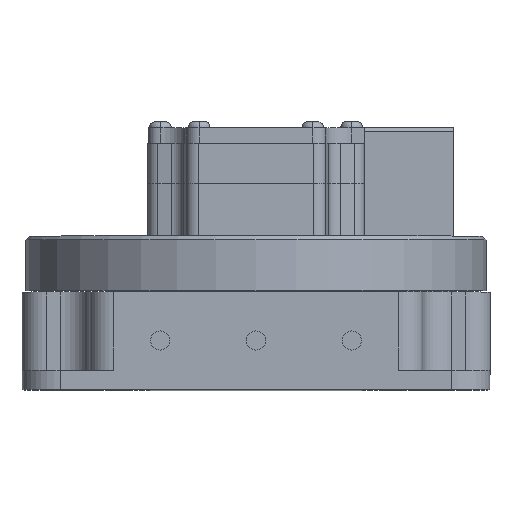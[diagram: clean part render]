
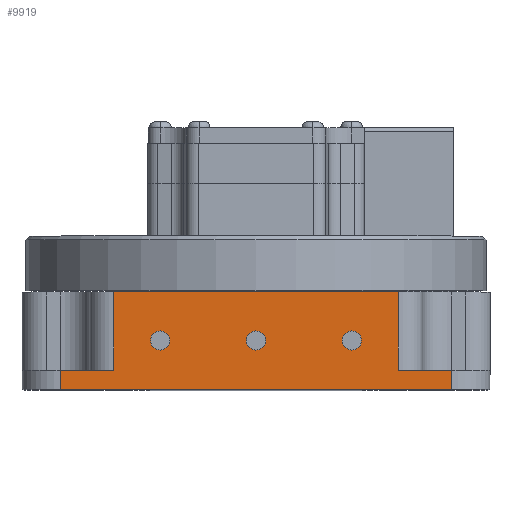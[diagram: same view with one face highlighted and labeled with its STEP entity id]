
A CAD part, top view. The second image highlights one B-rep face of the part: STEP entity #9919.
In plain terms, the highlighted planar face has unit normal (0, 0, 1).
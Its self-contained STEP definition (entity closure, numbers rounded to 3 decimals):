
#235 = CIRCLE ( 'NONE', #16757, 2.5 ) ;
#260 = CARTESIAN_POINT ( 'NONE',  ( 37.1, 36.8, 61. ) ) ;
#465 = AXIS2_PLACEMENT_3D ( 'NONE', #14361, #12842, #8089 ) ;
#539 = VECTOR ( 'NONE', #11463, 1000. ) ;
#561 = ORIENTED_EDGE ( 'NONE', *, *, #1052, .F. ) ;
#574 = AXIS2_PLACEMENT_3D ( 'NONE', #13058, #2899, #19268 ) ;
#623 = VECTOR ( 'NONE', #6132, 1000. ) ;
#653 = EDGE_LOOP ( 'NONE', ( #19159, #18701 ) ) ;
#696 = LINE ( 'NONE', #7071, #6970 ) ;
#708 = DIRECTION ( 'NONE',  ( 1., 0., 0. ) ) ;
#906 = LINE ( 'NONE', #16724, #16487 ) ;
#936 = VERTEX_POINT ( 'NONE', #1941 ) ;
#1052 = EDGE_CURVE ( 'NONE', #936, #10428, #8407, .T. ) ;
#1492 = LINE ( 'NONE', #3000, #5033 ) ;
#1540 = VERTEX_POINT ( 'NONE', #11911 ) ;
#1690 = CARTESIAN_POINT ( 'NONE',  ( -27.5, 12.7, 61. ) ) ;
#1941 = CARTESIAN_POINT ( 'NONE',  ( -37.1, 25.38, 61. ) ) ;
#2247 = VECTOR ( 'NONE', #3379, 1000. ) ;
#2336 = VERTEX_POINT ( 'NONE', #14565 ) ;
#2367 = ORIENTED_EDGE ( 'NONE', *, *, #6317, .T. ) ;
#2629 = DIRECTION ( 'NONE',  ( 1., 0., 0. ) ) ;
#2727 = CARTESIAN_POINT ( 'NONE',  ( -2.5, 12.7, 61. ) ) ;
#2766 = AXIS2_PLACEMENT_3D ( 'NONE', #8346, #3661, #8434 ) ;
#2899 = DIRECTION ( 'NONE',  ( 0., 0., 1. ) ) ;
#3000 = CARTESIAN_POINT ( 'NONE',  ( 37.1, 5., 61. ) ) ;
#3035 = EDGE_CURVE ( 'NONE', #13068, #6666, #19195, .T. ) ;
#3093 = LINE ( 'NONE', #260, #623 ) ;
#3379 = DIRECTION ( 'NONE',  ( 1., 0., 0. ) ) ;
#3528 = EDGE_CURVE ( 'NONE', #13000, #2336, #9317, .T. ) ;
#3552 = CARTESIAN_POINT ( 'NONE',  ( 51., 25.38, 61. ) ) ;
#3661 = DIRECTION ( 'NONE',  ( 0., 0., -1. ) ) ;
#3768 = FACE_BOUND ( 'NONE', #11580, .T. ) ;
#3863 = CARTESIAN_POINT ( 'NONE',  ( -51., 25.38, 61. ) ) ;
#3988 = EDGE_LOOP ( 'NONE', ( #8682, #9305 ) ) ;
#4020 = CARTESIAN_POINT ( 'NONE',  ( -22.5, 12.7, 61. ) ) ;
#4920 = CARTESIAN_POINT ( 'NONE',  ( -25., 12.7, 61. ) ) ;
#4973 = ORIENTED_EDGE ( 'NONE', *, *, #3035, .F. ) ;
#5033 = VECTOR ( 'NONE', #9486, 1000. ) ;
#5981 = DIRECTION ( 'NONE',  ( 1., 0., 0. ) ) ;
#6132 = DIRECTION ( 'NONE',  ( 0., -1., 0. ) ) ;
#6317 = EDGE_CURVE ( 'NONE', #936, #19124, #906, .T. ) ;
#6432 = CARTESIAN_POINT ( 'NONE',  ( -51., 0., 61. ) ) ;
#6653 = CARTESIAN_POINT ( 'NONE',  ( 22.5, 12.7, 61. ) ) ;
#6666 = VERTEX_POINT ( 'NONE', #14566 ) ;
#6915 = EDGE_CURVE ( 'NONE', #10428, #12091, #3093, .T. ) ;
#6961 = EDGE_CURVE ( 'NONE', #1540, #6666, #12224, .T. ) ;
#6970 = VECTOR ( 'NONE', #7273, 1000. ) ;
#7071 = CARTESIAN_POINT ( 'NONE',  ( -37.1, 5., 61. ) ) ;
#7257 = CIRCLE ( 'NONE', #465, 2.5 ) ;
#7273 = DIRECTION ( 'NONE',  ( 1., 0., 0. ) ) ;
#7516 = CARTESIAN_POINT ( 'NONE',  ( 0., 12.7, 61. ) ) ;
#7990 = CARTESIAN_POINT ( 'NONE',  ( 37.1, 25.38, 61. ) ) ;
#8036 = CIRCLE ( 'NONE', #15813, 2.5 ) ;
#8089 = DIRECTION ( 'NONE',  ( 1., 0., 0. ) ) ;
#8346 = CARTESIAN_POINT ( 'NONE',  ( -51., 25.38, 61. ) ) ;
#8407 = LINE ( 'NONE', #14597, #9815 ) ;
#8434 = DIRECTION ( 'NONE',  ( -1., 0., 0. ) ) ;
#8682 = ORIENTED_EDGE ( 'NONE', *, *, #11754, .F. ) ;
#8921 = EDGE_LOOP ( 'NONE', ( #13450, #561, #2367, #19728, #14855, #18165, #4973, #9123 ) ) ;
#9003 = EDGE_CURVE ( 'NONE', #15837, #20007, #8036, .T. ) ;
#9123 = ORIENTED_EDGE ( 'NONE', *, *, #14658, .F. ) ;
#9305 = ORIENTED_EDGE ( 'NONE', *, *, #3528, .F. ) ;
#9317 = CIRCLE ( 'NONE', #574, 2.5 ) ;
#9438 = DIRECTION ( 'NONE',  ( 0., 0., 1. ) ) ;
#9486 = DIRECTION ( 'NONE',  ( 1., 0., 0. ) ) ;
#9634 = CARTESIAN_POINT ( 'NONE',  ( 2.5, 12.7, 61. ) ) ;
#9786 = DIRECTION ( 'NONE',  ( 1., 0., 0. ) ) ;
#9815 = VECTOR ( 'NONE', #708, 1000. ) ;
#9858 = PLANE ( 'NONE',  #2766 ) ;
#9919 = ADVANCED_FACE ( 'NONE', ( #16252, #3768, #15951, #17580 ), #9858, .F. ) ;
#10210 = VERTEX_POINT ( 'NONE', #4020 ) ;
#10428 = VERTEX_POINT ( 'NONE', #7990 ) ;
#11447 = EDGE_CURVE ( 'NONE', #12834, #19124, #696, .T. ) ;
#11463 = DIRECTION ( 'NONE',  ( 0., -1., 0. ) ) ;
#11580 = EDGE_LOOP ( 'NONE', ( #19660, #13823 ) ) ;
#11754 = EDGE_CURVE ( 'NONE', #2336, #13000, #7257, .T. ) ;
#11911 = CARTESIAN_POINT ( 'NONE',  ( -51., 0., 61. ) ) ;
#12045 = CARTESIAN_POINT ( 'NONE',  ( -51., 5., 61. ) ) ;
#12091 = VERTEX_POINT ( 'NONE', #17110 ) ;
#12224 = LINE ( 'NONE', #6432, #2247 ) ;
#12834 = VERTEX_POINT ( 'NONE', #12045 ) ;
#12842 = DIRECTION ( 'NONE',  ( 0., 0., 1. ) ) ;
#13000 = VERTEX_POINT ( 'NONE', #6653 ) ;
#13058 = CARTESIAN_POINT ( 'NONE',  ( 25., 12.7, 61. ) ) ;
#13068 = VERTEX_POINT ( 'NONE', #13347 ) ;
#13107 = VECTOR ( 'NONE', #14519, 1000. ) ;
#13347 = CARTESIAN_POINT ( 'NONE',  ( 51., 5., 61. ) ) ;
#13408 = VERTEX_POINT ( 'NONE', #1690 ) ;
#13450 = ORIENTED_EDGE ( 'NONE', *, *, #6915, .F. ) ;
#13481 = DIRECTION ( 'NONE',  ( 0., 0., 1. ) ) ;
#13823 = ORIENTED_EDGE ( 'NONE', *, *, #9003, .F. ) ;
#14361 = CARTESIAN_POINT ( 'NONE',  ( 25., 12.7, 61. ) ) ;
#14375 = EDGE_CURVE ( 'NONE', #20007, #15837, #18645, .T. ) ;
#14519 = DIRECTION ( 'NONE',  ( 0., -1., 0. ) ) ;
#14565 = CARTESIAN_POINT ( 'NONE',  ( 27.5, 12.7, 61. ) ) ;
#14566 = CARTESIAN_POINT ( 'NONE',  ( 51., 0., 61. ) ) ;
#14597 = CARTESIAN_POINT ( 'NONE',  ( -51., 25.38, 61. ) ) ;
#14658 = EDGE_CURVE ( 'NONE', #12091, #13068, #1492, .T. ) ;
#14855 = ORIENTED_EDGE ( 'NONE', *, *, #15272, .T. ) ;
#15272 = EDGE_CURVE ( 'NONE', #12834, #1540, #17777, .T. ) ;
#15599 = AXIS2_PLACEMENT_3D ( 'NONE', #4920, #15793, #9786 ) ;
#15793 = DIRECTION ( 'NONE',  ( 0., 0., 1. ) ) ;
#15813 = AXIS2_PLACEMENT_3D ( 'NONE', #7516, #9438, #17070 ) ;
#15828 = EDGE_CURVE ( 'NONE', #13408, #10210, #235, .T. ) ;
#15837 = VERTEX_POINT ( 'NONE', #2727 ) ;
#15909 = CIRCLE ( 'NONE', #15599, 2.5 ) ;
#15951 = FACE_BOUND ( 'NONE', #653, .T. ) ;
#16252 = FACE_BOUND ( 'NONE', #3988, .T. ) ;
#16487 = VECTOR ( 'NONE', #16926, 1000. ) ;
#16690 = AXIS2_PLACEMENT_3D ( 'NONE', #19896, #18383, #5981 ) ;
#16724 = CARTESIAN_POINT ( 'NONE',  ( -37.1, 36.8, 61. ) ) ;
#16757 = AXIS2_PLACEMENT_3D ( 'NONE', #17846, #13481, #2629 ) ;
#16926 = DIRECTION ( 'NONE',  ( 0., -1., 0. ) ) ;
#17070 = DIRECTION ( 'NONE',  ( 1., 0., 0. ) ) ;
#17110 = CARTESIAN_POINT ( 'NONE',  ( 37.1, 5., 61. ) ) ;
#17580 = FACE_OUTER_BOUND ( 'NONE', #8921, .T. ) ;
#17655 = EDGE_CURVE ( 'NONE', #10210, #13408, #15909, .T. ) ;
#17777 = LINE ( 'NONE', #3863, #539 ) ;
#17846 = CARTESIAN_POINT ( 'NONE',  ( -25., 12.7, 61. ) ) ;
#18165 = ORIENTED_EDGE ( 'NONE', *, *, #6961, .T. ) ;
#18383 = DIRECTION ( 'NONE',  ( 0., 0., 1. ) ) ;
#18645 = CIRCLE ( 'NONE', #16690, 2.5 ) ;
#18701 = ORIENTED_EDGE ( 'NONE', *, *, #15828, .F. ) ;
#18731 = CARTESIAN_POINT ( 'NONE',  ( -37.1, 5., 61. ) ) ;
#19124 = VERTEX_POINT ( 'NONE', #18731 ) ;
#19159 = ORIENTED_EDGE ( 'NONE', *, *, #17655, .F. ) ;
#19195 = LINE ( 'NONE', #3552, #13107 ) ;
#19268 = DIRECTION ( 'NONE',  ( 1., 0., 0. ) ) ;
#19660 = ORIENTED_EDGE ( 'NONE', *, *, #14375, .F. ) ;
#19728 = ORIENTED_EDGE ( 'NONE', *, *, #11447, .F. ) ;
#19896 = CARTESIAN_POINT ( 'NONE',  ( 0., 12.7, 61. ) ) ;
#20007 = VERTEX_POINT ( 'NONE', #9634 ) ;
